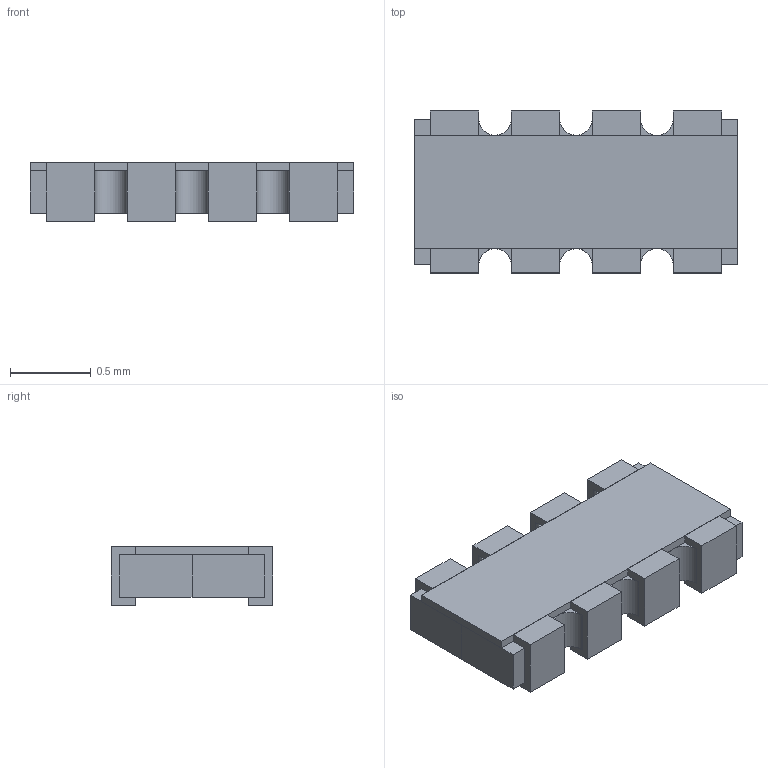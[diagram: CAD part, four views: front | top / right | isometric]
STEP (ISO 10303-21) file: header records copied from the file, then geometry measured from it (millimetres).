
FILE_DESCRIPTION(('FreeCAD Model'),'2;1');
FILE_NAME('BCN10.stp', '2014-10-18T23:46:55',('FreeCAD'),('FreeCAD'), 'Open CASCADE STEP processor 6.6','FreeCAD','Unknown');
FILE_SCHEMA(('AUTOMOTIVE_DESIGN_CC2 { 1 2 10303 214 -1 1 5 4 }'));
Length unit declared in the file: millimetre
Products named in the file (5): Array_(Mirror_#2); Array; Pad002; Pad_(Mirror_#2); Pad
Bounding box: 2 x 1 x 0.36 mm (x, y, z)
Volume: 0.6 mm3; surface area: 12.6 mm2
Topology: 11 solids, 11 shells, 110 faces, 264 edges, 176 vertices
Faces by surface type: plane 104, cylinder 6
Entity records: 6727 total; most frequent: CARTESIAN_POINT 1115, DIRECTION 1020, LINE 768, VECTOR 768, ORIENTED_EDGE 528, PCURVE 528, DEFINITIONAL_REPRESENTATION 528, EDGE_CURVE 264
